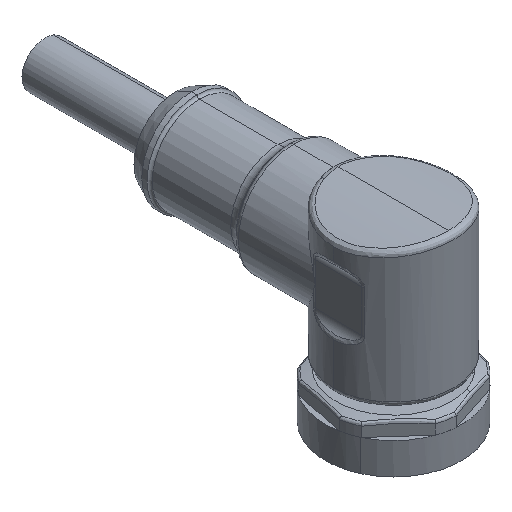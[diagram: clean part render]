
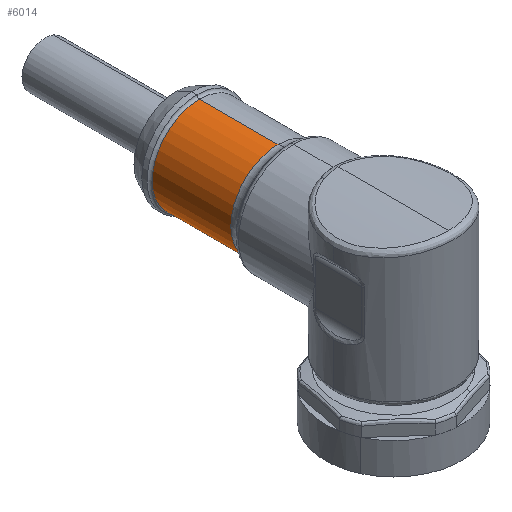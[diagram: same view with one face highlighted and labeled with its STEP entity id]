
A CAD part, isometric view. The second image highlights one B-rep face of the part: STEP entity #6014.
In plain terms, the highlighted cylindrical face has radius 9 mm (diameter 18 mm), a partial arc.
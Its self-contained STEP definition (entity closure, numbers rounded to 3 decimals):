
#5943=AXIS2_PLACEMENT_3D('Circle Axis2P3D',#5941,#5942,$) ;
#5987=AXIS2_PLACEMENT_3D('Cylinder Axis2P3D',#5984,#5985,#5986) ;
#5998=AXIS2_PLACEMENT_3D('Circle Axis2P3D',#5996,#5997,$) ;
#5941=CARTESIAN_POINT('Axis2P3D Location',(13.,35.036,29.3)) ;
#5945=CARTESIAN_POINT('Vertex',(13.,35.036,20.3)) ;
#5947=CARTESIAN_POINT('Vertex',(13.,35.036,38.3)) ;
#5984=CARTESIAN_POINT('Axis2P3D Location',(13.,41.5,29.3)) ;
#5989=CARTESIAN_POINT('Line Origine',(13.,41.5,38.3)) ;
#5993=CARTESIAN_POINT('Vertex',(13.,50.,38.3)) ;
#5996=CARTESIAN_POINT('Axis2P3D Location',(13.,50.,29.3)) ;
#6000=CARTESIAN_POINT('Vertex',(13.,50.,20.3)) ;
#6003=CARTESIAN_POINT('Line Origine',(13.,41.5,20.3)) ;
#5942=DIRECTION('Axis2P3D Direction',(0.,1.,0.)) ;
#5985=DIRECTION('Axis2P3D Direction',(0.,-1.,0.)) ;
#5986=DIRECTION('Axis2P3D XDirection',(0.,0.,1.)) ;
#5990=DIRECTION('Vector Direction',(0.,-1.,0.)) ;
#5997=DIRECTION('Axis2P3D Direction',(0.,-1.,0.)) ;
#6004=DIRECTION('Vector Direction',(0.,-1.,0.)) ;
#5991=VECTOR('Line Direction',#5990,1.) ;
#6005=VECTOR('Line Direction',#6004,1.) ;
#6009=ORIENTED_EDGE('',*,*,#5995,.F.) ;
#6010=ORIENTED_EDGE('',*,*,#6002,.T.) ;
#6011=ORIENTED_EDGE('',*,*,#6007,.F.) ;
#6012=ORIENTED_EDGE('',*,*,#5949,.T.) ;
#6014=ADVANCED_FACE('Hauptk\X2\00F6\X0\rper',(#6013),#5988,.T.) ;
#5944=CIRCLE('generated circle',#5943,9.) ;
#5999=CIRCLE('generated circle',#5998,9.) ;
#5988=CYLINDRICAL_SURFACE('generated cylinder',#5987,9.) ;
#5949=EDGE_CURVE('',#5946,#5948,#5944,.T.) ;
#5995=EDGE_CURVE('',#5994,#5948,#5992,.T.) ;
#6002=EDGE_CURVE('',#5994,#6001,#5999,.T.) ;
#6007=EDGE_CURVE('',#5946,#6001,#6006,.F.) ;
#6008=EDGE_LOOP('',(#6009,#6010,#6011,#6012)) ;
#6013=FACE_OUTER_BOUND('',#6008,.T.) ;
#5992=LINE('Line',#5989,#5991) ;
#6006=LINE('Line',#6003,#6005) ;
#5946=VERTEX_POINT('',#5945) ;
#5948=VERTEX_POINT('',#5947) ;
#5994=VERTEX_POINT('',#5993) ;
#6001=VERTEX_POINT('',#6000) ;
